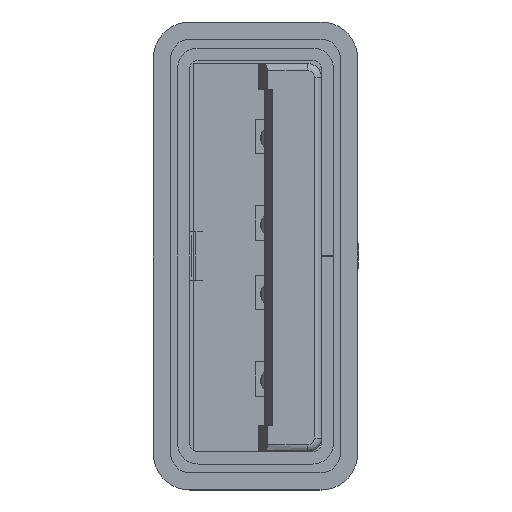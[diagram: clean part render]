
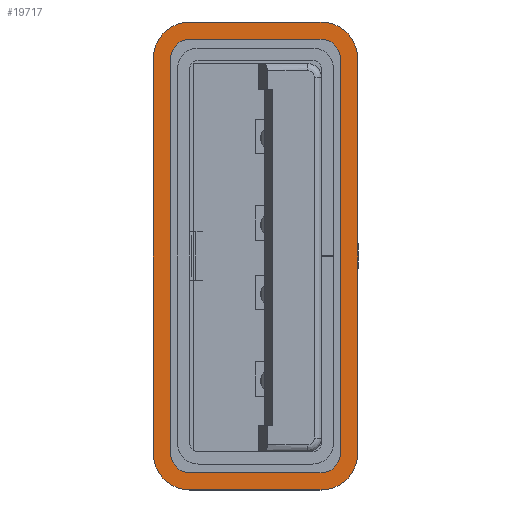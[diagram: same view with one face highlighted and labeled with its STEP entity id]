
A CAD part, left-side view. The second image highlights one B-rep face of the part: STEP entity #19717.
In plain terms, the highlighted face is planar.
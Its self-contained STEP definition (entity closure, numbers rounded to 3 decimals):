
#297 = AXIS2_PLACEMENT_3D ( 'NONE', #13071, #44406, #39321 ) ;
#609 = VERTEX_POINT ( 'NONE', #9387 ) ;
#738 = ORIENTED_EDGE ( 'NONE', *, *, #18543, .T. ) ;
#762 = VERTEX_POINT ( 'NONE', #1534 ) ;
#877 = VERTEX_POINT ( 'NONE', #24235 ) ;
#1060 = DIRECTION ( 'NONE',  ( 1., 0., 0. ) ) ;
#1247 = EDGE_CURVE ( 'NONE', #609, #6072, #45092, .T. ) ;
#1325 = CIRCLE ( 'NONE', #40420, 0.56 ) ;
#1488 = EDGE_CURVE ( 'NONE', #12233, #27934, #43911, .T. ) ;
#1534 = CARTESIAN_POINT ( 'NONE',  ( -6.75, -1.89, 0. ) ) ;
#1646 = AXIS2_PLACEMENT_3D ( 'NONE', #22949, #11285, #1060 ) ;
#3371 = DIRECTION ( 'NONE',  ( 0., 0., 1. ) ) ;
#3394 = ORIENTED_EDGE ( 'NONE', *, *, #33213, .T. ) ;
#3825 = CARTESIAN_POINT ( 'NONE',  ( -6.75, 1.89, 0. ) ) ;
#4153 = EDGE_CURVE ( 'NONE', #11063, #21994, #40451, .T. ) ;
#4234 = VECTOR ( 'NONE', #8263, 1000. ) ;
#4810 = EDGE_CURVE ( 'NONE', #18844, #37638, #37423, .T. ) ;
#4824 = AXIS2_PLACEMENT_3D ( 'NONE', #14058, #15544, #19778 ) ;
#4871 = VECTOR ( 'NONE', #42506, 1000. ) ;
#5085 = CARTESIAN_POINT ( 'NONE',  ( 5.69, -1.89, 0. ) ) ;
#5187 = CARTESIAN_POINT ( 'NONE',  ( -5.69, -1.89, 0. ) ) ;
#5271 = DIRECTION ( 'NONE',  ( 1., 0., 0. ) ) ;
#5614 = VECTOR ( 'NONE', #7919, 1000. ) ;
#5768 = DIRECTION ( 'NONE',  ( -1., 0., 0. ) ) ;
#5855 = CARTESIAN_POINT ( 'NONE',  ( -6.25, -1.89, 0. ) ) ;
#6072 = VERTEX_POINT ( 'NONE', #16847 ) ;
#6262 = DIRECTION ( 'NONE',  ( -1., 0., 0. ) ) ;
#6688 = EDGE_CURVE ( 'NONE', #30444, #609, #28519, .T. ) ;
#7919 = DIRECTION ( 'NONE',  ( 0., 1., 0. ) ) ;
#8260 = CARTESIAN_POINT ( 'NONE',  ( -5.69, -2.45, 0. ) ) ;
#8263 = DIRECTION ( 'NONE',  ( 0., -1., 0. ) ) ;
#8309 = LINE ( 'NONE', #39686, #26968 ) ;
#8492 = VERTEX_POINT ( 'NONE', #33998 ) ;
#9387 = CARTESIAN_POINT ( 'NONE',  ( 5.69, 2.95, 0. ) ) ;
#9420 = PLANE ( 'NONE',  #21416 ) ;
#10296 = DIRECTION ( 'NONE',  ( 0., 0., 1. ) ) ;
#10413 = CARTESIAN_POINT ( 'NONE',  ( -5.69, -2.95, 0. ) ) ;
#11063 = VERTEX_POINT ( 'NONE', #20758 ) ;
#11285 = DIRECTION ( 'NONE',  ( 0., 0., 1. ) ) ;
#11694 = CIRCLE ( 'NONE', #1646, 1.06 ) ;
#11883 = CARTESIAN_POINT ( 'NONE',  ( -6.75, 1.89, 0. ) ) ;
#12233 = VERTEX_POINT ( 'NONE', #27027 ) ;
#12286 = CARTESIAN_POINT ( 'NONE',  ( 6.25, 1.89, 0. ) ) ;
#12484 = VERTEX_POINT ( 'NONE', #5855 ) ;
#12816 = ORIENTED_EDGE ( 'NONE', *, *, #41473, .F. ) ;
#13071 = CARTESIAN_POINT ( 'NONE',  ( -5.69, 1.89, 0. ) ) ;
#13362 = EDGE_CURVE ( 'NONE', #21994, #18844, #20307, .T. ) ;
#13768 = CARTESIAN_POINT ( 'NONE',  ( -5.69, 2.95, 0. ) ) ;
#14058 = CARTESIAN_POINT ( 'NONE',  ( 5.69, 1.89, 0. ) ) ;
#14518 = VERTEX_POINT ( 'NONE', #11883 ) ;
#14526 = EDGE_CURVE ( 'NONE', #14518, #762, #32265, .T. ) ;
#14718 = EDGE_CURVE ( 'NONE', #877, #12484, #33078, .T. ) ;
#15000 = EDGE_LOOP ( 'NONE', ( #23313, #33416, #25041, #28240, #36861, #30429, #3394, #738 ) ) ;
#15336 = DIRECTION ( 'NONE',  ( 1., 0., 0. ) ) ;
#15544 = DIRECTION ( 'NONE',  ( 0., 0., 1. ) ) ;
#15562 = EDGE_CURVE ( 'NONE', #25700, #11063, #17058, .T. ) ;
#15846 = EDGE_CURVE ( 'NONE', #762, #12233, #35988, .T. ) ;
#16847 = CARTESIAN_POINT ( 'NONE',  ( -5.69, 2.95, 0. ) ) ;
#16866 = VERTEX_POINT ( 'NONE', #28540 ) ;
#16889 = DIRECTION ( 'NONE',  ( 0., 0., 1. ) ) ;
#17058 = LINE ( 'NONE', #8260, #21446 ) ;
#17133 = EDGE_CURVE ( 'NONE', #6072, #14518, #11694, .T. ) ;
#17534 = CARTESIAN_POINT ( 'NONE',  ( 5.69, 2.45, 0. ) ) ;
#17561 = CARTESIAN_POINT ( 'NONE',  ( -5.69, -1.89, 0. ) ) ;
#17972 = CARTESIAN_POINT ( 'NONE',  ( 5.69, 1.89, 0. ) ) ;
#18491 = CARTESIAN_POINT ( 'NONE',  ( -6.25, 1.89, 0. ) ) ;
#18543 = EDGE_CURVE ( 'NONE', #8492, #30444, #40979, .T. ) ;
#18844 = VERTEX_POINT ( 'NONE', #12286 ) ;
#19717 = ADVANCED_FACE ( 'NONE', ( #45100, #40753 ), #9420, .F. ) ;
#19778 = DIRECTION ( 'NONE',  ( -1., 0., 0. ) ) ;
#20307 = LINE ( 'NONE', #28311, #5614 ) ;
#20758 = CARTESIAN_POINT ( 'NONE',  ( 5.69, -2.45, 0. ) ) ;
#21416 = AXIS2_PLACEMENT_3D ( 'NONE', #32735, #28345, #5768 ) ;
#21446 = VECTOR ( 'NONE', #43282, 1000. ) ;
#21528 = AXIS2_PLACEMENT_3D ( 'NONE', #5085, #37876, #15336 ) ;
#21994 = VERTEX_POINT ( 'NONE', #33834 ) ;
#21996 = DIRECTION ( 'NONE',  ( 1., 0., 0. ) ) ;
#22949 = CARTESIAN_POINT ( 'NONE',  ( -5.69, 1.89, 0. ) ) ;
#23313 = ORIENTED_EDGE ( 'NONE', *, *, #6688, .T. ) ;
#23924 = CARTESIAN_POINT ( 'NONE',  ( -5.69, -2.45, 0. ) ) ;
#24235 = CARTESIAN_POINT ( 'NONE',  ( -6.25, 1.89, 0. ) ) ;
#24370 = CARTESIAN_POINT ( 'NONE',  ( 6.75, 1.89, 0. ) ) ;
#25041 = ORIENTED_EDGE ( 'NONE', *, *, #17133, .T. ) ;
#25094 = DIRECTION ( 'NONE',  ( -1., 0., 0. ) ) ;
#25329 = EDGE_CURVE ( 'NONE', #37638, #16866, #8309, .T. ) ;
#25700 = VERTEX_POINT ( 'NONE', #23924 ) ;
#25844 = ORIENTED_EDGE ( 'NONE', *, *, #27741, .F. ) ;
#26968 = VECTOR ( 'NONE', #25094, 1000. ) ;
#27027 = CARTESIAN_POINT ( 'NONE',  ( -5.69, -2.95, 0. ) ) ;
#27232 = VECTOR ( 'NONE', #36407, 1000. ) ;
#27741 = EDGE_CURVE ( 'NONE', #16866, #877, #36037, .T. ) ;
#27934 = VERTEX_POINT ( 'NONE', #38458 ) ;
#28240 = ORIENTED_EDGE ( 'NONE', *, *, #14526, .T. ) ;
#28311 = CARTESIAN_POINT ( 'NONE',  ( 6.25, 1.89, 0. ) ) ;
#28345 = DIRECTION ( 'NONE',  ( 0., 0., -1. ) ) ;
#28519 = CIRCLE ( 'NONE', #4824, 1.06 ) ;
#28540 = CARTESIAN_POINT ( 'NONE',  ( -5.69, 2.45, 0. ) ) ;
#29598 = EDGE_LOOP ( 'NONE', ( #41451, #12816, #43638, #25844, #39287, #33370, #30266, #36910 ) ) ;
#29667 = CIRCLE ( 'NONE', #36987, 1.06 ) ;
#29854 = AXIS2_PLACEMENT_3D ( 'NONE', #17972, #3371, #6262 ) ;
#30266 = ORIENTED_EDGE ( 'NONE', *, *, #13362, .F. ) ;
#30429 = ORIENTED_EDGE ( 'NONE', *, *, #1488, .T. ) ;
#30444 = VERTEX_POINT ( 'NONE', #24370 ) ;
#30811 = DIRECTION ( 'NONE',  ( 0., 0., 1. ) ) ;
#30880 = VECTOR ( 'NONE', #35189, 1000. ) ;
#32265 = LINE ( 'NONE', #3825, #4871 ) ;
#32735 = CARTESIAN_POINT ( 'NONE',  ( 5.69, 1.89, 0. ) ) ;
#33078 = LINE ( 'NONE', #18491, #4234 ) ;
#33213 = EDGE_CURVE ( 'NONE', #27934, #8492, #29667, .T. ) ;
#33370 = ORIENTED_EDGE ( 'NONE', *, *, #4810, .F. ) ;
#33416 = ORIENTED_EDGE ( 'NONE', *, *, #1247, .T. ) ;
#33558 = VECTOR ( 'NONE', #5271, 1000. ) ;
#33834 = CARTESIAN_POINT ( 'NONE',  ( 6.25, -1.89, 0. ) ) ;
#33998 = CARTESIAN_POINT ( 'NONE',  ( 6.75, -1.89, 0. ) ) ;
#35189 = DIRECTION ( 'NONE',  ( 0., 1., 0. ) ) ;
#35988 = CIRCLE ( 'NONE', #43233, 1.06 ) ;
#36037 = CIRCLE ( 'NONE', #297, 0.56 ) ;
#36407 = DIRECTION ( 'NONE',  ( -1., 0., 0. ) ) ;
#36861 = ORIENTED_EDGE ( 'NONE', *, *, #15846, .T. ) ;
#36910 = ORIENTED_EDGE ( 'NONE', *, *, #4153, .F. ) ;
#36987 = AXIS2_PLACEMENT_3D ( 'NONE', #44664, #30811, #40303 ) ;
#37423 = CIRCLE ( 'NONE', #29854, 0.56 ) ;
#37638 = VERTEX_POINT ( 'NONE', #17534 ) ;
#37876 = DIRECTION ( 'NONE',  ( 0., 0., 1. ) ) ;
#38458 = CARTESIAN_POINT ( 'NONE',  ( 5.69, -2.95, 0. ) ) ;
#39287 = ORIENTED_EDGE ( 'NONE', *, *, #25329, .F. ) ;
#39321 = DIRECTION ( 'NONE',  ( 1., 0., 0. ) ) ;
#39686 = CARTESIAN_POINT ( 'NONE',  ( -5.69, 2.45, 0. ) ) ;
#40303 = DIRECTION ( 'NONE',  ( 1., 0., 0. ) ) ;
#40420 = AXIS2_PLACEMENT_3D ( 'NONE', #17561, #10296, #21996 ) ;
#40451 = CIRCLE ( 'NONE', #21528, 0.56 ) ;
#40753 = FACE_OUTER_BOUND ( 'NONE', #15000, .T. ) ;
#40947 = CARTESIAN_POINT ( 'NONE',  ( 6.75, 1.89, 0. ) ) ;
#40979 = LINE ( 'NONE', #40947, #30880 ) ;
#41451 = ORIENTED_EDGE ( 'NONE', *, *, #15562, .F. ) ;
#41473 = EDGE_CURVE ( 'NONE', #12484, #25700, #1325, .T. ) ;
#42398 = DIRECTION ( 'NONE',  ( 1., 0., 0. ) ) ;
#42506 = DIRECTION ( 'NONE',  ( 0., -1., 0. ) ) ;
#43233 = AXIS2_PLACEMENT_3D ( 'NONE', #5187, #16889, #42398 ) ;
#43282 = DIRECTION ( 'NONE',  ( 1., 0., 0. ) ) ;
#43638 = ORIENTED_EDGE ( 'NONE', *, *, #14718, .F. ) ;
#43911 = LINE ( 'NONE', #10413, #33558 ) ;
#44406 = DIRECTION ( 'NONE',  ( 0., 0., 1. ) ) ;
#44664 = CARTESIAN_POINT ( 'NONE',  ( 5.69, -1.89, 0. ) ) ;
#45092 = LINE ( 'NONE', #13768, #27232 ) ;
#45100 = FACE_BOUND ( 'NONE', #29598, .T. ) ;
